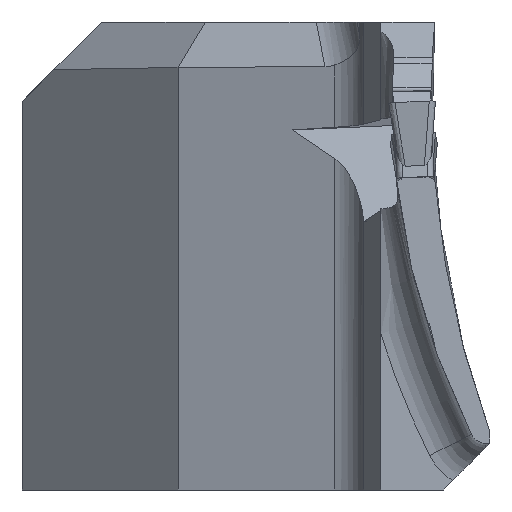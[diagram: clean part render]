
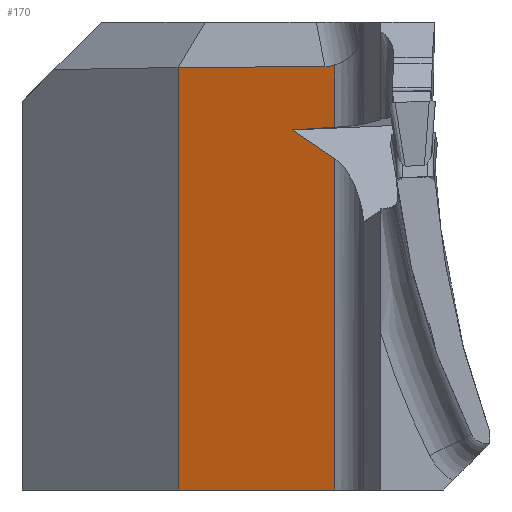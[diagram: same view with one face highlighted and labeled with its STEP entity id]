
A CAD part, front view. The second image highlights one B-rep face of the part: STEP entity #170.
In plain terms, the highlighted planar face has unit normal (-0.342, -0.94, 0).
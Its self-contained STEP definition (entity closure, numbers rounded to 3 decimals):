
#170=ADVANCED_FACE('',(#293),#245,.T.);
#245=PLANE('',#1625);
#293=FACE_OUTER_BOUND('',#370,.T.);
#370=EDGE_LOOP('',(#534,#535,#536,#537,#538,#539,#540,#541));
#450=ELLIPSE('',#1624,4.627,3.);
#534=ORIENTED_EDGE('',*,*,#1177,.T.);
#535=ORIENTED_EDGE('',*,*,#1178,.T.);
#536=ORIENTED_EDGE('',*,*,#1179,.T.);
#537=ORIENTED_EDGE('',*,*,#1180,.T.);
#538=ORIENTED_EDGE('',*,*,#1154,.T.);
#539=ORIENTED_EDGE('',*,*,#1181,.T.);
#540=ORIENTED_EDGE('',*,*,#1182,.T.);
#541=ORIENTED_EDGE('',*,*,#1183,.F.);
#987=VERTEX_POINT('',#2099);
#988=VERTEX_POINT('',#2101);
#1005=VERTEX_POINT('',#2167);
#1006=VERTEX_POINT('',#2168);
#1007=VERTEX_POINT('',#2170);
#1008=VERTEX_POINT('',#2172);
#1009=VERTEX_POINT('',#2175);
#1010=VERTEX_POINT('',#2177);
#1154=EDGE_CURVE('',#988,#987,#1389,.T.);
#1177=EDGE_CURVE('',#1005,#1006,#1400,.T.);
#1178=EDGE_CURVE('',#1006,#1007,#450,.T.);
#1179=EDGE_CURVE('',#1007,#1008,#1401,.T.);
#1180=EDGE_CURVE('',#1008,#988,#1402,.T.);
#1181=EDGE_CURVE('',#987,#1009,#1403,.T.);
#1182=EDGE_CURVE('',#1009,#1010,#1404,.T.);
#1183=EDGE_CURVE('',#1005,#1010,#1405,.T.);
#1389=LINE('',#2100,#1504);
#1400=LINE('',#2166,#1515);
#1401=LINE('',#2171,#1516);
#1402=LINE('',#2173,#1517);
#1403=LINE('',#2174,#1518);
#1404=LINE('',#2176,#1519);
#1405=LINE('',#2178,#1520);
#1504=VECTOR('',#1745,1.);
#1515=VECTOR('',#1786,1.);
#1516=VECTOR('',#1789,1.);
#1517=VECTOR('',#1790,1.);
#1518=VECTOR('',#1791,1.);
#1519=VECTOR('',#1792,1.);
#1520=VECTOR('',#1793,1.);
#1624=AXIS2_PLACEMENT_3D('',#2169,#1787,#1788);
#1625=AXIS2_PLACEMENT_3D('',#2179,#1794,#1795);
#1745=DIRECTION('',(0.94,-0.342,0.));
#1786=DIRECTION('',(0.,0.,1.));
#1787=DIRECTION('',(0.342,0.94,0.));
#1788=DIRECTION('',(0.462,-0.168,-0.871));
#1789=DIRECTION('',(-0.94,0.342,-0.006));
#1790=DIRECTION('',(0.,0.,-1.));
#1791=DIRECTION('',(0.,0.,1.));
#1792=DIRECTION('',(-0.795,0.289,0.534));
#1793=DIRECTION('',(-0.938,0.341,-0.06));
#1794=DIRECTION('',(-0.342,-0.94,0.));
#1795=DIRECTION('',(-0.94,0.342,0.));
#2099=CARTESIAN_POINT('',(20.04,-135.032,0.));
#2100=CARTESIAN_POINT('',(21.5,-135.563,0.));
#2101=CARTESIAN_POINT('',(10.,-131.377,0.));
#2166=CARTESIAN_POINT('',(20.04,-135.032,23.311));
#2167=CARTESIAN_POINT('',(20.04,-135.032,23.256));
#2168=CARTESIAN_POINT('',(20.04,-135.032,27.247));
#2169=CARTESIAN_POINT('',(18.244,-134.378,31.435));
#2170=CARTESIAN_POINT('',(19.421,-134.806,27.144));
#2171=CARTESIAN_POINT('',(-19.407,-120.674,26.897));
#2172=CARTESIAN_POINT('',(10.,-131.377,27.084));
#2173=CARTESIAN_POINT('',(10.,-131.377,0.));
#2174=CARTESIAN_POINT('',(20.04,-135.032,0.));
#2175=CARTESIAN_POINT('',(20.04,-135.032,21.248));
#2176=CARTESIAN_POINT('',(30.095,-138.691,14.498));
#2177=CARTESIAN_POINT('',(17.31,-134.038,23.081));
#2178=CARTESIAN_POINT('',(29.157,-138.35,23.841));
#2179=CARTESIAN_POINT('',(21.5,-135.563,0.));
